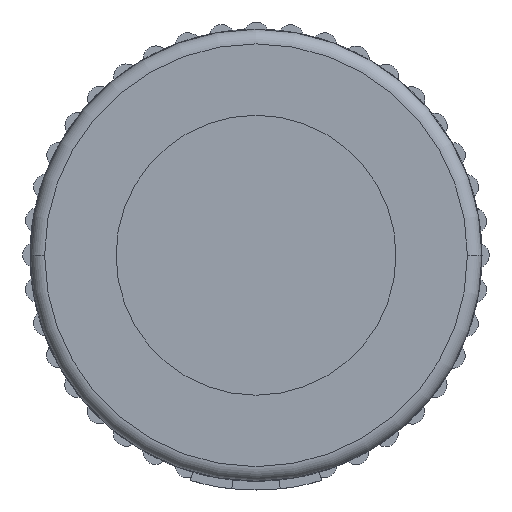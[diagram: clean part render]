
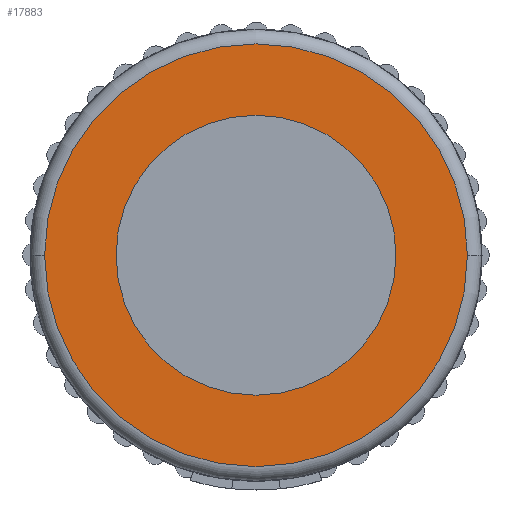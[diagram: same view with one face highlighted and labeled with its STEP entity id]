
A CAD part, front view. The second image highlights one B-rep face of the part: STEP entity #17883.
In plain terms, the highlighted planar face has unit normal (0, -1, 0).
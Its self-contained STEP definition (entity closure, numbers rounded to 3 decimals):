
#510 = AXIS2_PLACEMENT_3D ( 'NONE', #2052, #14737, #3883 ) ;
#567 = CIRCLE ( 'NONE', #11314, 7.25 ) ;
#786 = DIRECTION ( 'NONE',  ( 1., 0., 0. ) ) ;
#795 = DIRECTION ( 'NONE',  ( 0., -1., 0. ) ) ;
#813 = EDGE_CURVE ( 'NONE', #8903, #13027, #20085, .T. ) ;
#815 = CARTESIAN_POINT ( 'NONE',  ( 0., -31.4, 0. ) ) ;
#999 = AXIS2_PLACEMENT_3D ( 'NONE', #16417, #16393, #16374 ) ;
#2052 = CARTESIAN_POINT ( 'NONE',  ( 0., -31.4, 0. ) ) ;
#2973 = PLANE ( 'NONE',  #7745 ) ;
#3883 = DIRECTION ( 'NONE',  ( 1., 0., 0. ) ) ;
#4271 = FACE_OUTER_BOUND ( 'NONE', #22435, .T. ) ;
#4457 = DIRECTION ( 'NONE',  ( 0., -1., 0. ) ) ;
#5809 = EDGE_LOOP ( 'NONE', ( #20546, #7091 ) ) ;
#6599 = EDGE_CURVE ( 'NONE', #13027, #8903, #15017, .T. ) ;
#6833 = VERTEX_POINT ( 'NONE', #14307 ) ;
#7091 = ORIENTED_EDGE ( 'NONE', *, *, #813, .F. ) ;
#7495 = AXIS2_PLACEMENT_3D ( 'NONE', #19792, #4457, #9057 ) ;
#7648 = EDGE_CURVE ( 'NONE', #18179, #6833, #567, .T. ) ;
#7745 = AXIS2_PLACEMENT_3D ( 'NONE', #10303, #12058, #12135 ) ;
#8903 = VERTEX_POINT ( 'NONE', #21578 ) ;
#9057 = DIRECTION ( 'NONE',  ( 1., 0., 0. ) ) ;
#9110 = FACE_BOUND ( 'NONE', #5809, .T. ) ;
#9567 = ORIENTED_EDGE ( 'NONE', *, *, #7648, .T. ) ;
#10303 = CARTESIAN_POINT ( 'NONE',  ( 0., -31.4, 0. ) ) ;
#10569 = CARTESIAN_POINT ( 'NONE',  ( -4.8, -31.4, 0. ) ) ;
#10766 = CIRCLE ( 'NONE', #510, 7.25 ) ;
#11314 = AXIS2_PLACEMENT_3D ( 'NONE', #815, #795, #786 ) ;
#12058 = DIRECTION ( 'NONE',  ( 0., -1., 0. ) ) ;
#12135 = DIRECTION ( 'NONE',  ( 1., 0., 0. ) ) ;
#13027 = VERTEX_POINT ( 'NONE', #10569 ) ;
#14307 = CARTESIAN_POINT ( 'NONE',  ( -7.25, -31.4, 0. ) ) ;
#14644 = ORIENTED_EDGE ( 'NONE', *, *, #19838, .T. ) ;
#14737 = DIRECTION ( 'NONE',  ( 0., -1., 0. ) ) ;
#15017 = CIRCLE ( 'NONE', #999, 4.8 ) ;
#16374 = DIRECTION ( 'NONE',  ( 1., 0., 0. ) ) ;
#16393 = DIRECTION ( 'NONE',  ( 0., -1., 0. ) ) ;
#16417 = CARTESIAN_POINT ( 'NONE',  ( 0., -31.4, 0. ) ) ;
#16792 = CARTESIAN_POINT ( 'NONE',  ( 7.25, -31.4, 0. ) ) ;
#17883 = ADVANCED_FACE ( 'NONE', ( #4271, #9110 ), #2973, .T. ) ;
#18179 = VERTEX_POINT ( 'NONE', #16792 ) ;
#19792 = CARTESIAN_POINT ( 'NONE',  ( 0., -31.4, 0. ) ) ;
#19838 = EDGE_CURVE ( 'NONE', #6833, #18179, #10766, .T. ) ;
#20085 = CIRCLE ( 'NONE', #7495, 4.8 ) ;
#20546 = ORIENTED_EDGE ( 'NONE', *, *, #6599, .F. ) ;
#21578 = CARTESIAN_POINT ( 'NONE',  ( 4.8, -31.4, 0. ) ) ;
#22435 = EDGE_LOOP ( 'NONE', ( #9567, #14644 ) ) ;
